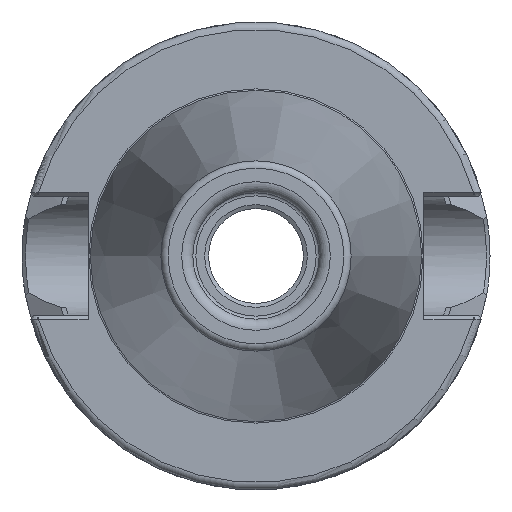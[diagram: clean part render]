
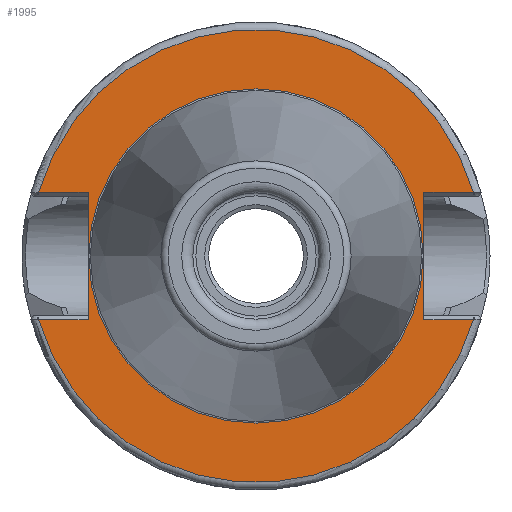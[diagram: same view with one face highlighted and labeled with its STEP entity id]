
A CAD part, left-side view. The second image highlights one B-rep face of the part: STEP entity #1995.
In plain terms, the highlighted planar face has unit normal (-1, 0, 0).
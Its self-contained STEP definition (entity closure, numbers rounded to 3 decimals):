
#17=FACE_BOUND('',#300,.T.);
#77=PLANE('',#2138);
#190=FACE_OUTER_BOUND('',#299,.T.);
#299=EDGE_LOOP('',(#1383,#1384,#1385,#1386,#1387,#1388,#1389,#1390));
#300=EDGE_LOOP('',(#1391,#1392));
#417=LINE('',#3256,#511);
#419=LINE('',#3324,#513);
#420=LINE('',#3326,#514);
#421=LINE('',#3330,#515);
#422=LINE('',#3332,#516);
#423=LINE('',#3333,#517);
#511=VECTOR('',#2432,10.);
#513=VECTOR('',#2450,10.);
#514=VECTOR('',#2451,10.);
#515=VECTOR('',#2454,10.);
#516=VECTOR('',#2455,10.);
#517=VECTOR('',#2456,10.);
#609=CIRCLE('',#2137,30.5);
#610=CIRCLE('',#2139,30.5);
#611=CIRCLE('',#2140,22.498);
#612=CIRCLE('',#2141,22.498);
#789=VERTEX_POINT('',#3249);
#792=VERTEX_POINT('',#3254);
#798=VERTEX_POINT('',#3302);
#800=VERTEX_POINT('',#3323);
#801=VERTEX_POINT('',#3325);
#802=VERTEX_POINT('',#3327);
#803=VERTEX_POINT('',#3329);
#804=VERTEX_POINT('',#3331);
#805=VERTEX_POINT('',#3334);
#806=VERTEX_POINT('',#3335);
#1025=EDGE_CURVE('',#792,#789,#417,.T.);
#1035=EDGE_CURVE('',#789,#798,#609,.T.);
#1038=EDGE_CURVE('',#792,#800,#419,.T.);
#1039=EDGE_CURVE('',#801,#800,#420,.T.);
#1040=EDGE_CURVE('',#802,#801,#610,.T.);
#1041=EDGE_CURVE('',#803,#802,#421,.T.);
#1042=EDGE_CURVE('',#803,#804,#422,.T.);
#1043=EDGE_CURVE('',#798,#804,#423,.T.);
#1044=EDGE_CURVE('',#805,#806,#611,.T.);
#1045=EDGE_CURVE('',#806,#805,#612,.T.);
#1383=ORIENTED_EDGE('',*,*,#1025,.F.);
#1384=ORIENTED_EDGE('',*,*,#1038,.T.);
#1385=ORIENTED_EDGE('',*,*,#1039,.F.);
#1386=ORIENTED_EDGE('',*,*,#1040,.F.);
#1387=ORIENTED_EDGE('',*,*,#1041,.F.);
#1388=ORIENTED_EDGE('',*,*,#1042,.T.);
#1389=ORIENTED_EDGE('',*,*,#1043,.F.);
#1390=ORIENTED_EDGE('',*,*,#1035,.F.);
#1391=ORIENTED_EDGE('',*,*,#1044,.T.);
#1392=ORIENTED_EDGE('',*,*,#1045,.T.);
#1995=ADVANCED_FACE('',(#190,#17),#77,.T.);
#2137=AXIS2_PLACEMENT_3D('',#3303,#2446,#2447);
#2138=AXIS2_PLACEMENT_3D('',#3322,#2448,#2449);
#2139=AXIS2_PLACEMENT_3D('',#3328,#2452,#2453);
#2140=AXIS2_PLACEMENT_3D('',#3336,#2457,#2458);
#2141=AXIS2_PLACEMENT_3D('',#3337,#2459,#2460);
#2432=DIRECTION('',(0.,-1.,0.));
#2446=DIRECTION('center_axis',(1.,0.,0.));
#2447=DIRECTION('ref_axis',(0.,0.,-1.));
#2448=DIRECTION('center_axis',(-1.,0.,0.));
#2449=DIRECTION('ref_axis',(0.,0.,1.));
#2450=DIRECTION('',(0.,0.,1.));
#2451=DIRECTION('',(0.,1.,0.));
#2452=DIRECTION('center_axis',(1.,0.,0.));
#2453=DIRECTION('ref_axis',(0.,0.,-1.));
#2454=DIRECTION('',(0.,1.,0.));
#2455=DIRECTION('',(0.,0.,-1.));
#2456=DIRECTION('',(0.,-1.,0.));
#2457=DIRECTION('center_axis',(1.,0.,0.));
#2458=DIRECTION('ref_axis',(0.,0.,-1.));
#2459=DIRECTION('center_axis',(1.,0.,0.));
#2460=DIRECTION('ref_axis',(0.,0.,-1.));
#3249=CARTESIAN_POINT('',(1.6,-29.277,-8.55));
#3254=CARTESIAN_POINT('',(1.6,-22.6,-8.55));
#3256=CARTESIAN_POINT('',(1.6,-0.5,-8.55));
#3302=CARTESIAN_POINT('',(1.6,29.277,-8.55));
#3303=CARTESIAN_POINT('Origin',(1.6,0.,
0.));
#3322=CARTESIAN_POINT('Origin',(1.6,30.5,0.));
#3323=CARTESIAN_POINT('',(1.6,-22.6,8.55));
#3324=CARTESIAN_POINT('',(1.6,-22.6,0.));
#3325=CARTESIAN_POINT('',(1.6,-29.277,8.55));
#3326=CARTESIAN_POINT('',(1.6,-0.5,8.55));
#3327=CARTESIAN_POINT('',(1.6,29.277,8.55));
#3328=CARTESIAN_POINT('Origin',(1.6,0.,
0.));
#3329=CARTESIAN_POINT('',(1.6,22.6,8.55));
#3330=CARTESIAN_POINT('',(1.6,31.,8.55));
#3331=CARTESIAN_POINT('',(1.6,22.6,-8.55));
#3332=CARTESIAN_POINT('',(1.6,22.6,0.));
#3333=CARTESIAN_POINT('',(1.6,31.,-8.55));
#3334=CARTESIAN_POINT('',(1.6,22.498,0.));
#3335=CARTESIAN_POINT('',(1.6,0.,22.498));
#3336=CARTESIAN_POINT('Origin',(1.6,0.,
0.));
#3337=CARTESIAN_POINT('Origin',(1.6,0.,
0.));
